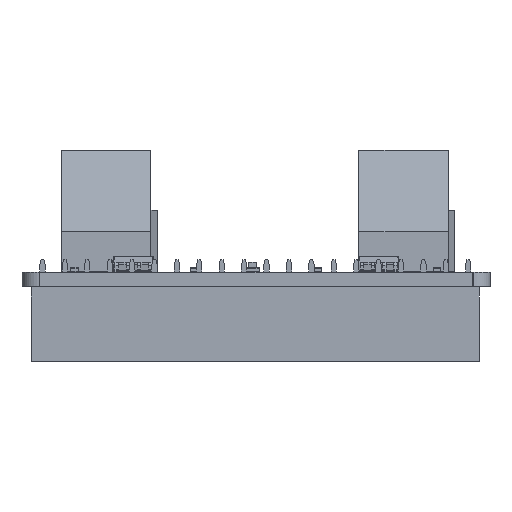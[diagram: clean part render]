
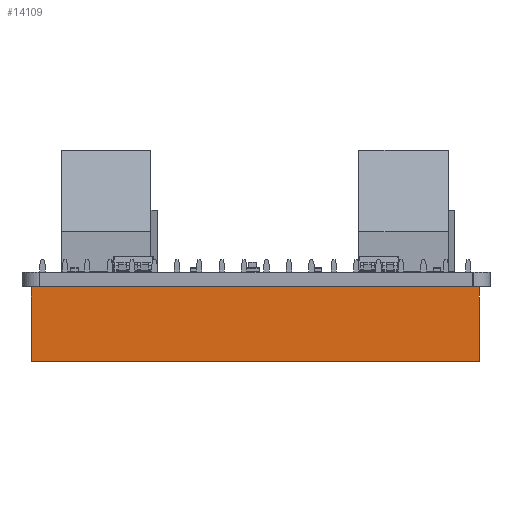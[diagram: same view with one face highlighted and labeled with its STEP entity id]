
A CAD part, front view. The second image highlights one B-rep face of the part: STEP entity #14109.
In plain terms, the highlighted face is planar.
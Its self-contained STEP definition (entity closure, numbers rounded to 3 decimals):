
#9886 = VERTEX_POINT('',#9887);
#9887 = CARTESIAN_POINT('',(-3.81,-49.53,0.));
#9895 = EDGE_CURVE('',#9886,#9896,#9898,.T.);
#9896 = VERTEX_POINT('',#9897);
#9897 = CARTESIAN_POINT('',(-3.81,-49.53,8.5));
#9898 = LINE('',#9899,#9900);
#9899 = CARTESIAN_POINT('',(-3.81,-49.53,0.));
#9900 = VECTOR('',#9901,1.);
#9901 = DIRECTION('',(0.,0.,1.));
#9958 = VERTEX_POINT('',#9959);
#9959 = CARTESIAN_POINT('',(-3.81,1.27,8.5));
#9965 = EDGE_CURVE('',#9966,#9958,#9968,.T.);
#9966 = VERTEX_POINT('',#9967);
#9967 = CARTESIAN_POINT('',(-3.81,1.27,0.));
#9968 = LINE('',#9969,#9970);
#9969 = CARTESIAN_POINT('',(-3.81,1.27,0.));
#9970 = VECTOR('',#9971,1.);
#9971 = DIRECTION('',(0.,0.,1.));
#10030 = EDGE_CURVE('',#9958,#9896,#10031,.T.);
#10031 = LINE('',#10032,#10033);
#10032 = CARTESIAN_POINT('',(-3.81,1.27,8.5));
#10033 = VECTOR('',#10034,1.);
#10034 = DIRECTION('',(0.,-1.,0.));
#11413 = EDGE_CURVE('',#9966,#9886,#11414,.T.);
#11414 = LINE('',#11415,#11416);
#11415 = CARTESIAN_POINT('',(-3.81,1.27,0.));
#11416 = VECTOR('',#11417,1.);
#11417 = DIRECTION('',(0.,-1.,0.));
#14109 = ADVANCED_FACE('',(#14110),#14116,.F.);
#14110 = FACE_BOUND('',#14111,.F.);
#14111 = EDGE_LOOP('',(#14112,#14113,#14114,#14115));
#14112 = ORIENTED_EDGE('',*,*,#9965,.T.);
#14113 = ORIENTED_EDGE('',*,*,#10030,.T.);
#14114 = ORIENTED_EDGE('',*,*,#9895,.F.);
#14115 = ORIENTED_EDGE('',*,*,#11413,.F.);
#14116 = PLANE('',#14117);
#14117 = AXIS2_PLACEMENT_3D('',#14118,#14119,#14120);
#14118 = CARTESIAN_POINT('',(-3.81,1.27,0.));
#14119 = DIRECTION('',(1.,0.,0.));
#14120 = DIRECTION('',(0.,-1.,0.));
